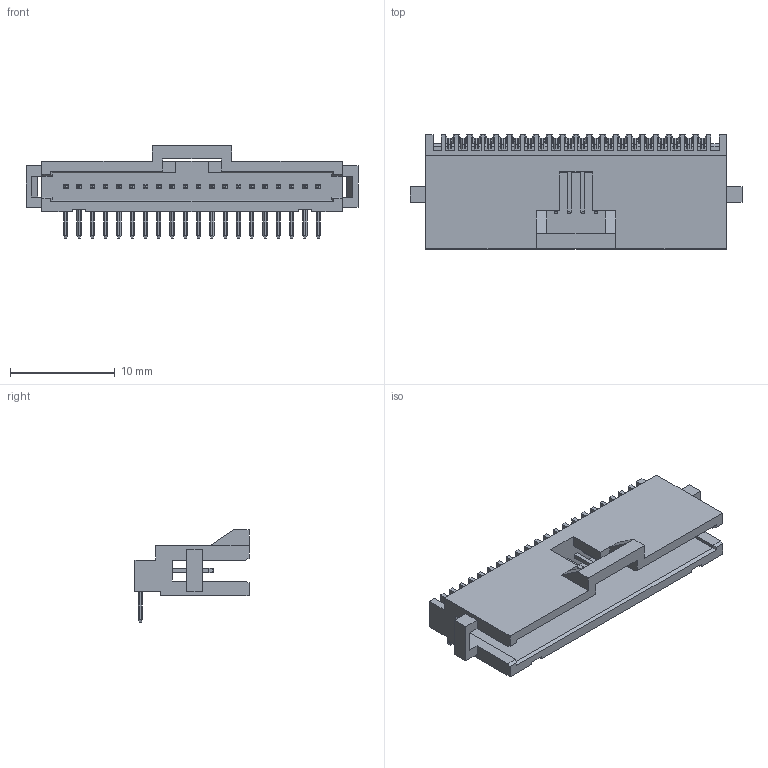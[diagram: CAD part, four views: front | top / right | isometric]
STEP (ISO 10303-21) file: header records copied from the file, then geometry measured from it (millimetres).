
FILE_DESCRIPTION( ('This file contains a STEP AP42 implementation' ,'as created by ZW3D STEP Interface translator.') ,'2;1' );
FILE_NAME( '3135-XXRXXBK00X3.stp1.stp' ,'231122.1655 7', (''), ('ZWCAD Software Co.'), 'Version 1.0', 'ZW3D to STEP translator', '' );
FILE_SCHEMA(('AUTOMOTIVE_DESIGN { 1 0 10303 214 1 1 1 1 }'));
Length unit declared in the file: millimetre
Products named in the file (2): 0; 3135-20RXXBK00T3
Bounding box: 31.73 x 10.9 x 8.84 mm (x, y, z)
Volume: 798.1 mm3; surface area: 1998.8 mm2
Topology: 1 solids, 1 shells, 1643 faces, 4830 edges, 3123 vertices
Faces by surface type: plane 1341, cylinder 142, bspline 80, cone 80
Entity records: 65245 total; most frequent: CARTESIAN_POINT 24597, ORIENTED_EDGE 9660, DIRECTION 5882, EDGE_CURVE 4830, VERTEX_POINT 3123, VECTOR 2346, LINE 2346, B_SPLINE_CURVE_WITH_KNOTS 2280
